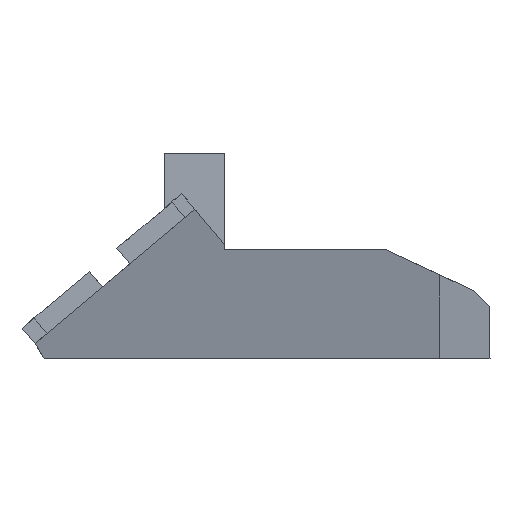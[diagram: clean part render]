
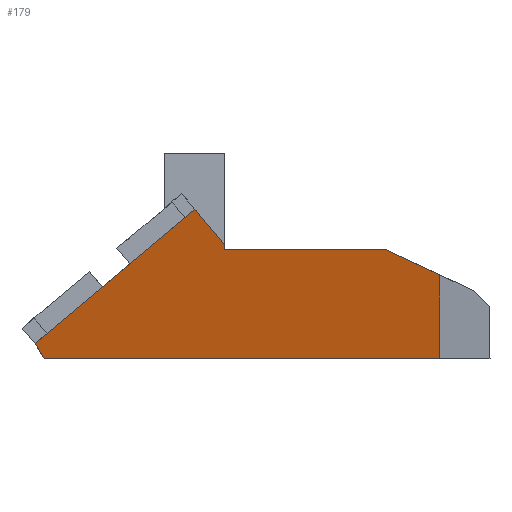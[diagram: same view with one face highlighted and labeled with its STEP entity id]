
A CAD part, left-side view. The second image highlights one B-rep face of the part: STEP entity #179.
In plain terms, the highlighted planar face has unit normal (-0.94, 0.342, 0).
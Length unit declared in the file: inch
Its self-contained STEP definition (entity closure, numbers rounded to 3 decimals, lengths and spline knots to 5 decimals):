
#175 = LINE ( 'NONE', #988, #3951 ) ;
#179 = ADVANCED_FACE ( 'NONE', ( #2930 ), #2017, .T. ) ;
#189 = CARTESIAN_POINT ( 'NONE',  ( -0.93499, 0.6762, -1.81332 ) ) ;
#269 = LINE ( 'NONE', #3055, #660 ) ;
#280 = EDGE_CURVE ( 'NONE', #1727, #1970, #269, .T. ) ;
#313 = CARTESIAN_POINT ( 'NONE',  ( -0.45478, 1.99557, -2.03692 ) ) ;
#478 = DIRECTION ( 'NONE',  ( -0.342, -0.94, 0. ) ) ;
#479 = CARTESIAN_POINT ( 'NONE',  ( -0.46522, 1.96687, -2.08661 ) ) ;
#542 = ORIENTED_EDGE ( 'NONE', *, *, #3994, .T. ) ;
#597 = VERTEX_POINT ( 'NONE', #1955 ) ;
#641 = EDGE_CURVE ( 'NONE', #990, #1934, #175, .T. ) ;
#660 = VECTOR ( 'NONE', #3337, 39.37008 ) ;
#665 = DIRECTION ( 'NONE',  ( 0.313, 0.861, 0.401 ) ) ;
#701 = ORIENTED_EDGE ( 'NONE', *, *, #2492, .T. ) ;
#802 = EDGE_CURVE ( 'NONE', #2992, #1727, #2158, .T. ) ;
#988 = CARTESIAN_POINT ( 'NONE',  ( -1.1811, 0., -1.73228 ) ) ;
#990 = VERTEX_POINT ( 'NONE', #3200 ) ;
#991 = CARTESIAN_POINT ( 'NONE',  ( -0.93499, 0.6762, -2.08661 ) ) ;
#1033 = LINE ( 'NONE', #2634, #3464 ) ;
#1067 = EDGE_LOOP ( 'NONE', ( #1753, #542, #2002, #3740, #4048, #2282, #701, #3053 ) ) ;
#1070 = DIRECTION ( 'NONE',  ( 0.228, 0.626, 0.746 ) ) ;
#1163 = CARTESIAN_POINT ( 'NONE',  ( -0.93499, 0.6762, -2.16535 ) ) ;
#1312 = VECTOR ( 'NONE', #3482, 39.37008 ) ;
#1315 = AXIS2_PLACEMENT_3D ( 'NONE', #3598, #2079, #478 ) ;
#1532 = CARTESIAN_POINT ( 'NONE',  ( -1.1811, 0., -2.08661 ) ) ;
#1576 = VECTOR ( 'NONE', #1070, 39.37008 ) ;
#1727 = VERTEX_POINT ( 'NONE', #313 ) ;
#1753 = ORIENTED_EDGE ( 'NONE', *, *, #280, .T. ) ;
#1787 = DIRECTION ( 'NONE',  ( 0., 0., 1. ) ) ;
#1814 = EDGE_CURVE ( 'NONE', #1934, #597, #1033, .T. ) ;
#1934 = VERTEX_POINT ( 'NONE', #3307 ) ;
#1955 = CARTESIAN_POINT ( 'NONE',  ( -0.67957, 1.37795, -1.71581 ) ) ;
#1970 = VERTEX_POINT ( 'NONE', #479 ) ;
#1971 = LINE ( 'NONE', #2972, #1576 ) ;
#1989 = DIRECTION ( 'NONE',  ( 0., 0., 1. ) ) ;
#2002 = ORIENTED_EDGE ( 'NONE', *, *, #2705, .T. ) ;
#2017 = PLANE ( 'NONE',  #1315 ) ;
#2070 = VECTOR ( 'NONE', #665, 39.37008 ) ;
#2073 = VECTOR ( 'NONE', #1787, 39.37008 ) ;
#2079 = DIRECTION ( 'NONE',  ( -0.94, 0.342, 0. ) ) ;
#2158 = LINE ( 'NONE', #2660, #3704 ) ;
#2276 = DIRECTION ( 'NONE',  ( 0.342, 0.94, 0. ) ) ;
#2282 = ORIENTED_EDGE ( 'NONE', *, *, #1814, .T. ) ;
#2492 = EDGE_CURVE ( 'NONE', #597, #2992, #1971, .T. ) ;
#2634 = CARTESIAN_POINT ( 'NONE',  ( -0.67957, 1.37795, -1.73228 ) ) ;
#2660 = CARTESIAN_POINT ( 'NONE',  ( -0.64424, 1.47502, -1.60013 ) ) ;
#2705 = EDGE_CURVE ( 'NONE', #3385, #3650, #3103, .T. ) ;
#2739 = LINE ( 'NONE', #1532, #1312 ) ;
#2930 = FACE_OUTER_BOUND ( 'NONE', #1067, .T. ) ;
#2972 = CARTESIAN_POINT ( 'NONE',  ( -0.67957, 1.37795, -1.71581 ) ) ;
#2992 = VERTEX_POINT ( 'NONE', #3916 ) ;
#3053 = ORIENTED_EDGE ( 'NONE', *, *, #802, .T. ) ;
#3055 = CARTESIAN_POINT ( 'NONE',  ( -0.45478, 1.99557, -2.03692 ) ) ;
#3103 = LINE ( 'NONE', #1163, #2073 ) ;
#3200 = CARTESIAN_POINT ( 'NONE',  ( -0.87173, 0.84998, -1.73228 ) ) ;
#3302 = EDGE_CURVE ( 'NONE', #3650, #990, #3327, .T. ) ;
#3307 = CARTESIAN_POINT ( 'NONE',  ( -0.67957, 1.37795, -1.73228 ) ) ;
#3327 = LINE ( 'NONE', #4007, #2070 ) ;
#3337 = DIRECTION ( 'NONE',  ( -0.179, -0.492, -0.852 ) ) ;
#3385 = VERTEX_POINT ( 'NONE', #991 ) ;
#3464 = VECTOR ( 'NONE', #1989, 39.37008 ) ;
#3482 = DIRECTION ( 'NONE',  ( -0.342, -0.94, 0. ) ) ;
#3578 = DIRECTION ( 'NONE',  ( 0.269, 0.738, -0.619 ) ) ;
#3598 = CARTESIAN_POINT ( 'NONE',  ( -1.1811, 0., -2.16535 ) ) ;
#3650 = VERTEX_POINT ( 'NONE', #189 ) ;
#3704 = VECTOR ( 'NONE', #3578, 39.37008 ) ;
#3740 = ORIENTED_EDGE ( 'NONE', *, *, #3302, .T. ) ;
#3916 = CARTESIAN_POINT ( 'NONE',  ( -0.64424, 1.47502, -1.60013 ) ) ;
#3951 = VECTOR ( 'NONE', #2276, 39.37008 ) ;
#3994 = EDGE_CURVE ( 'NONE', #1970, #3385, #2739, .T. ) ;
#4007 = CARTESIAN_POINT ( 'NONE',  ( -0.93499, 0.6762, -1.81332 ) ) ;
#4048 = ORIENTED_EDGE ( 'NONE', *, *, #641, .T. ) ;
